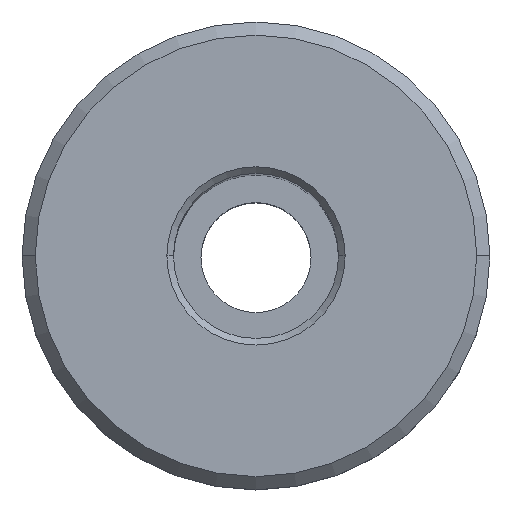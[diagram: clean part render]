
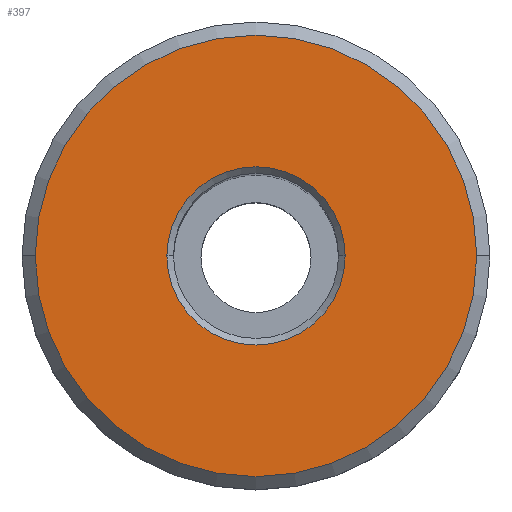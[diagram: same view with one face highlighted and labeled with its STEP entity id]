
A CAD part, top view. The second image highlights one B-rep face of the part: STEP entity #397.
In plain terms, the highlighted planar face has unit normal (0, 0, 1).
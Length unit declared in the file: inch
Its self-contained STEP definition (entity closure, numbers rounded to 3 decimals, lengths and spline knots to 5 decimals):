
#4 = CIRCLE ( 'NONE', #758, 0.5015 ) ;
#16 = CARTESIAN_POINT ( 'NONE',  ( 0., 0.5315, 0. ) ) ;
#17 = EDGE_CURVE ( 'NONE', #800, #917, #600, .T. ) ;
#51 = VERTEX_POINT ( 'NONE', #316 ) ;
#103 = ORIENTED_EDGE ( 'NONE', *, *, #998, .T. ) ;
#106 = FACE_OUTER_BOUND ( 'NONE', #1075, .T. ) ;
#113 = AXIS2_PLACEMENT_3D ( 'NONE', #603, #457, #264 ) ;
#202 = AXIS2_PLACEMENT_3D ( 'NONE', #818, #983, #242 ) ;
#220 = ORIENTED_EDGE ( 'NONE', *, *, #796, .T. ) ;
#242 = DIRECTION ( 'NONE',  ( -1., 0., 0. ) ) ;
#263 = DIRECTION ( 'NONE',  ( -1., 0., 0. ) ) ;
#264 = DIRECTION ( 'NONE',  ( -1., 0., 0. ) ) ;
#316 = CARTESIAN_POINT ( 'NONE',  ( 0.5015, 0., 0. ) ) ;
#349 = DIRECTION ( 'NONE',  ( 0., 0., 1. ) ) ;
#355 = VERTEX_POINT ( 'NONE', #1009 ) ;
#397 = ADVANCED_FACE ( 'NONE', ( #106, #681 ), #596, .F. ) ;
#457 = DIRECTION ( 'NONE',  ( 0., 0., -1. ) ) ;
#471 = DIRECTION ( 'NONE',  ( -1., 0., 0. ) ) ;
#479 = DIRECTION ( 'NONE',  ( 0., 0., 1. ) ) ;
#596 = PLANE ( 'NONE',  #757 ) ;
#600 = CIRCLE ( 'NONE', #202, 0.2025 ) ;
#603 = CARTESIAN_POINT ( 'NONE',  ( 0., 0., 0. ) ) ;
#617 = CIRCLE ( 'NONE', #1063, 0.5015 ) ;
#667 = ORIENTED_EDGE ( 'NONE', *, *, #17, .T. ) ;
#681 = FACE_BOUND ( 'NONE', #833, .T. ) ;
#757 = AXIS2_PLACEMENT_3D ( 'NONE', #16, #1002, #263 ) ;
#758 = AXIS2_PLACEMENT_3D ( 'NONE', #819, #479, #471 ) ;
#778 = ORIENTED_EDGE ( 'NONE', *, *, #780, .T. ) ;
#780 = EDGE_CURVE ( 'NONE', #355, #51, #617, .T. ) ;
#796 = EDGE_CURVE ( 'NONE', #917, #800, #824, .T. ) ;
#800 = VERTEX_POINT ( 'NONE', #936 ) ;
#818 = CARTESIAN_POINT ( 'NONE',  ( 0., 0., 0. ) ) ;
#819 = CARTESIAN_POINT ( 'NONE',  ( 0., 0., 0. ) ) ;
#824 = CIRCLE ( 'NONE', #113, 0.2025 ) ;
#833 = EDGE_LOOP ( 'NONE', ( #667, #220 ) ) ;
#851 = CARTESIAN_POINT ( 'NONE',  ( 0., 0., 0. ) ) ;
#917 = VERTEX_POINT ( 'NONE', #964 ) ;
#936 = CARTESIAN_POINT ( 'NONE',  ( 0.2025, 0., 0. ) ) ;
#964 = CARTESIAN_POINT ( 'NONE',  ( -0.2025, 0., 0. ) ) ;
#983 = DIRECTION ( 'NONE',  ( 0., 0., -1. ) ) ;
#998 = EDGE_CURVE ( 'NONE', #51, #355, #4, .T. ) ;
#1002 = DIRECTION ( 'NONE',  ( 0., 0., -1. ) ) ;
#1009 = CARTESIAN_POINT ( 'NONE',  ( -0.5015, 0., 0. ) ) ;
#1012 = DIRECTION ( 'NONE',  ( -1., 0., 0. ) ) ;
#1063 = AXIS2_PLACEMENT_3D ( 'NONE', #851, #349, #1012 ) ;
#1075 = EDGE_LOOP ( 'NONE', ( #778, #103 ) ) ;
